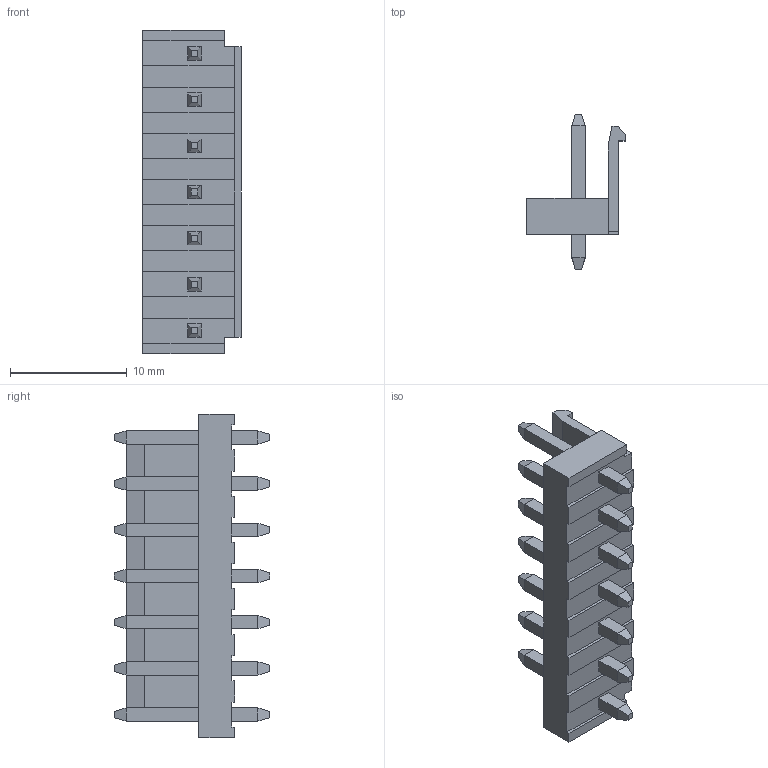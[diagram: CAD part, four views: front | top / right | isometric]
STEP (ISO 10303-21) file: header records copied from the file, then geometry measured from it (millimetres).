
FILE_DESCRIPTION(('STEP AP214'),'1');
FILE_NAME('x9396wv-07-46sn.stp','2022-04-12T15:25:17',('TraceParts'),('TraceParts S.A.'),'Spatial InterOp 3D',' ',' ');
FILE_SCHEMA(('AUTOMOTIVE_DESIGN { 1 0 10303 214 1 1 1 1 }'));
Length unit declared in the file: millimetre
Products named in the file (1): x9396wv-07-46sn
Bounding box: 8.44 x 13.3 x 27.72 mm (x, y, z)
Volume: 854.8 mm3; surface area: 1305.7 mm2
Topology: 1 solids, 1 shells, 170 faces, 404 edges, 250 vertices
Faces by surface type: plane 170
Entity records: 4739 total; most frequent: CARTESIAN_POINT 825, ORIENTED_EDGE 808, DIRECTION 746, EDGE_CURVE 404, LINE 404, VECTOR 404, VERTEX_POINT 250, EDGE_LOOP 184
